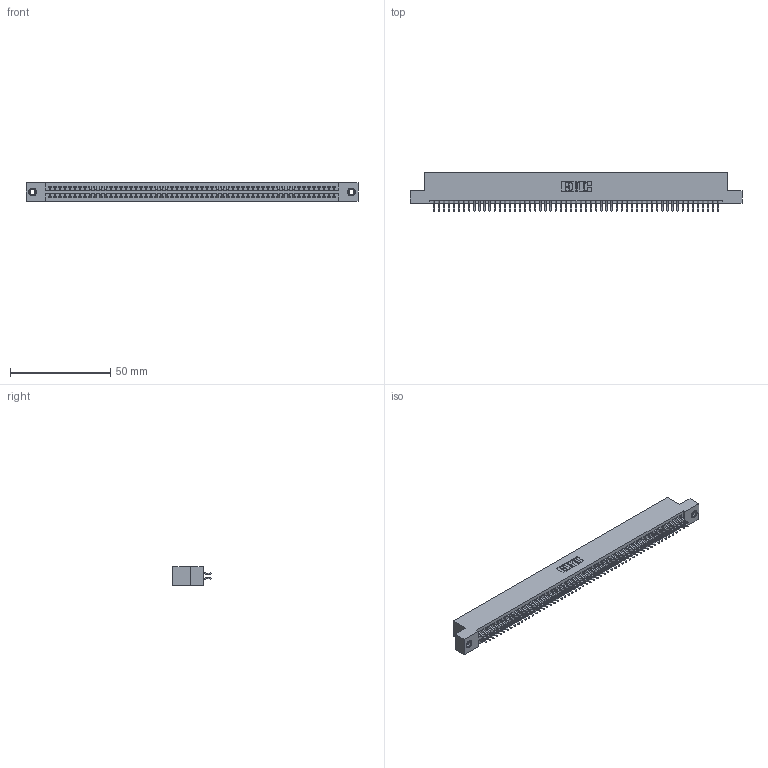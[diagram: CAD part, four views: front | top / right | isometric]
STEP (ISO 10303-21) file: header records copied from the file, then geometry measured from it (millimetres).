
FILE_DESCRIPTION (( 'STEP AP203' ), '1' );
FILE_NAME ('345-114-556-207.STEP', '2018-10-18T15:25:55', ( '' ), ( '' ), 'SwSTEP 2.0', 'SolidWorks 2016', '' );
FILE_SCHEMA (( 'CONFIG_CONTROL_DESIGN' ));
Length unit declared in the file: inch
Products named in the file (4): 345 Part_Flush Mounting Lugs - 0.156 Dia-TI; 345-250-001_345-250-005-103; 345-292-001_556 Tail; 345-114-556-207
Assembly tree (117 placements, depth 2):
  345-114-556-207
    345 Part_Flush Mounting Lugs - 0.156 Dia-TI
    345-292-001_556 Tail  x114
    345-250-001_345-250-005-103  x2
Bounding box: 165.99 x 19.24 x 9.4 mm (x, y, z)
Volume: 16245.5 mm3; surface area: 24232.3 mm2
Topology: 117 solids, 117 shells, 6570 faces, 19515 edges, 12850 vertices
Faces by surface type: plane 4330, cylinder 2224, cone 12, torus 4
Entity records: 44110 total; most frequent: CARTESIAN_POINT 7375, ORIENTED_EDGE 7290, DIRECTION 6499, EDGE_CURVE 3645, LINE 3257, VECTOR 3257, VERTEX_POINT 2424, AXIS2_PLACEMENT_3D 1621
